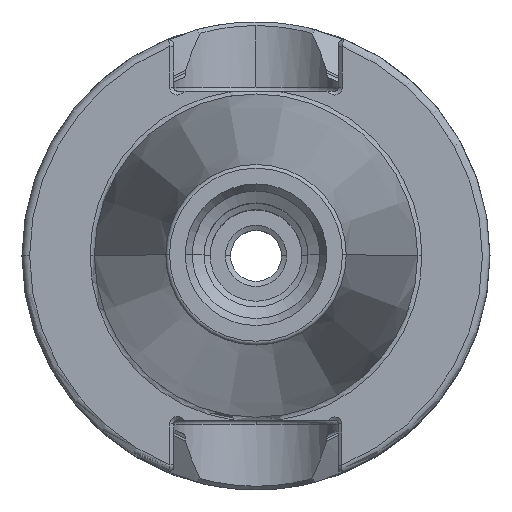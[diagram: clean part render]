
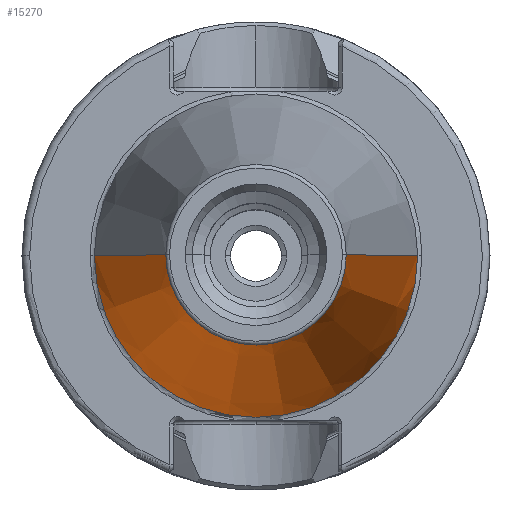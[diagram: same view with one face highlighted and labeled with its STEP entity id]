
A CAD part, top view. The second image highlights one B-rep face of the part: STEP entity #15270.
In plain terms, the highlighted conical face has half-angle 8.298 degrees and reference radius 8.816 mm.
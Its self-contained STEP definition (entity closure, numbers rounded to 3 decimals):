
#1376 = CARTESIAN_POINT ( 'NONE',  ( 0., 0., 0. ) ) ;
#1497 = CARTESIAN_POINT ( 'NONE',  ( 8.863, 0., 48.079 ) ) ;
#1818 = DIRECTION ( 'NONE',  ( 0., 0., -1. ) ) ;
#1963 = FACE_OUTER_BOUND ( 'NONE', #13343, .T. ) ;
#2002 = VERTEX_POINT ( 'NONE', #10949 ) ;
#2105 = DIRECTION ( 'NONE',  ( 0., 0., -1. ) ) ;
#2846 = LINE ( 'NONE', #13781, #18782 ) ;
#2905 = DIRECTION ( 'NONE',  ( -1., 0., 0. ) ) ;
#3639 = CONICAL_SURFACE ( 'NONE', #12311, 8.816, 0.145 ) ;
#3804 = EDGE_CURVE ( 'NONE', #6952, #2002, #11351, .T. ) ;
#3820 = AXIS2_PLACEMENT_3D ( 'NONE', #1376, #12195, #2905 ) ;
#5308 = VERTEX_POINT ( 'NONE', #14653 ) ;
#6544 = CARTESIAN_POINT ( 'NONE',  ( 15.875, 0., 0. ) ) ;
#6952 = VERTEX_POINT ( 'NONE', #6544 ) ;
#7209 = ORIENTED_EDGE ( 'NONE', *, *, #13324, .T. ) ;
#7685 = DIRECTION ( 'NONE',  ( 0.144, 0., -0.99 ) ) ;
#7755 = LINE ( 'NONE', #16977, #19657 ) ;
#9171 = DIRECTION ( 'NONE',  ( -0.144, 0., -0.99 ) ) ;
#9823 = EDGE_CURVE ( 'NONE', #13349, #6952, #7755, .T. ) ;
#10509 = ORIENTED_EDGE ( 'NONE', *, *, #18693, .T. ) ;
#10949 = CARTESIAN_POINT ( 'NONE',  ( -15.875, 0., 0. ) ) ;
#11089 = CARTESIAN_POINT ( 'NONE',  ( 0., 0., 48.079 ) ) ;
#11294 = CARTESIAN_POINT ( 'NONE',  ( 0., 0., 48.4 ) ) ;
#11351 = CIRCLE ( 'NONE', #3820, 15.875 ) ;
#12045 = CIRCLE ( 'NONE', #14759, 8.863 ) ;
#12195 = DIRECTION ( 'NONE',  ( 0., 0., -1. ) ) ;
#12311 = AXIS2_PLACEMENT_3D ( 'NONE', #11294, #2105, #12988 ) ;
#12614 = DIRECTION ( 'NONE',  ( 1., 0., 0. ) ) ;
#12988 = DIRECTION ( 'NONE',  ( -1., 0., 0. ) ) ;
#13324 = EDGE_CURVE ( 'NONE', #5308, #2002, #2846, .T. ) ;
#13343 = EDGE_LOOP ( 'NONE', ( #13518, #10509, #7209, #14636 ) ) ;
#13349 = VERTEX_POINT ( 'NONE', #1497 ) ;
#13518 = ORIENTED_EDGE ( 'NONE', *, *, #9823, .F. ) ;
#13781 = CARTESIAN_POINT ( 'NONE',  ( -8.816, 0., 48.4 ) ) ;
#14636 = ORIENTED_EDGE ( 'NONE', *, *, #3804, .F. ) ;
#14653 = CARTESIAN_POINT ( 'NONE',  ( -8.863, 0., 48.079 ) ) ;
#14759 = AXIS2_PLACEMENT_3D ( 'NONE', #11089, #1818, #12614 ) ;
#15270 = ADVANCED_FACE ( 'NONE', ( #1963 ), #3639, .T. ) ;
#16977 = CARTESIAN_POINT ( 'NONE',  ( 8.816, 0., 48.4 ) ) ;
#18693 = EDGE_CURVE ( 'NONE', #13349, #5308, #12045, .T. ) ;
#18782 = VECTOR ( 'NONE', #9171, 1000. ) ;
#19657 = VECTOR ( 'NONE', #7685, 1000. ) ;
